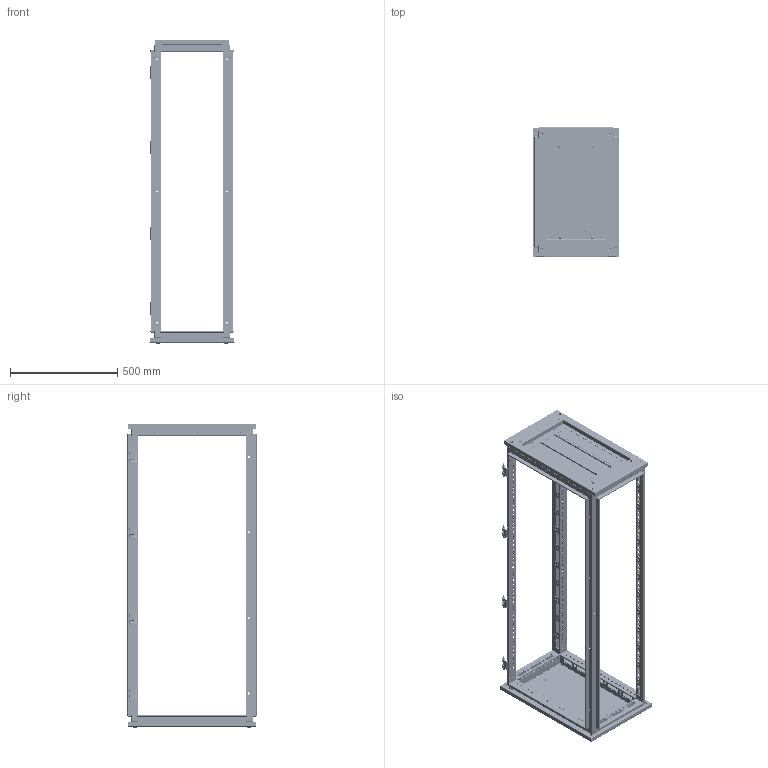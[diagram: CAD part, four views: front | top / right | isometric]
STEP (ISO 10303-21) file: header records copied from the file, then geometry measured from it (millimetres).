
FILE_DESCRIPTION (( 'STEP AP203' ), '1' );
FILE_NAME ('R5KTB64+R5KMDR14.step', '2011-02-16T14:49:27', ( 'User' ), ( 'DKC' ), 'SwSTEP 2.0', 'SolidWorks 2010', '' );
FILE_SCHEMA (( 'CONFIG_CONTROL_DESIGN' ));
Products named in the file (22): AC00C254_Default; cerniera DAE_Default; Montante per quadro_1400; end-cap; land; Button head screw with recessed hexahedron M12 x 20 _ISO 7380 - M12 x 20 --- 20S; Sviluppo tetto da_600x400; AC00C469D_Default; AC00C469S_Default; Traversa frontale per quadro largh._600; Traversa laterale per quadro prof_400; sealant for base_600x400; Assem roof_KTB64; Acc00c561_Default; Flange nut M6_ISO 7044-M6-S; Capscrew with recessed hexahedron M6 x 10_ISO 4762 M6 x 10 --- 10S; Traversa inferiore tenuta fondo_400; Fondo per quadro da_600x95; Lamiera laterale per fondo da_400; Lamiera trasversale per fondo da_600; Assem base_KTB64; R5KTB64+R5KMDR14
Assembly tree (64 placements, depth 3):
  R5KTB64+R5KMDR14
    cerniera DAE_Default  x4
    Assem roof_KTB64
      end-cap  x2
      AC00C469D_Default  x2
      Button head screw with recessed hexahedron M12 x 20 _ISO 7380 - M12 x 20 --- 20S  x4
      Sviluppo tetto da_600x400
      land  x2
      Traversa frontale per quadro largh._600  x2
      Traversa laterale per quadro prof_400  x2
      sealant for base_600x400
      AC00C469S_Default  x2
    Montante per quadro_1400  x4
    AC00C254_Default  x4
    Assem base_KTB64
      Lamiera laterale per fondo da_400  x2
      Traversa frontale per quadro largh._600  x2
      AC00C469S_Default  x2
      Capscrew with recessed hexahedron M6 x 10_ISO 4762 M6 x 10 --- 10S  x4
      Traversa inferiore tenuta fondo_400  x2
      Acc00c561_Default  x6
      Traversa laterale per quadro prof_400  x2
      Flange nut M6_ISO 7044-M6-S  x4
      Fondo per quadro da_600x95  x3
      AC00C469D_Default  x2
      sealant for base_600x400
      Lamiera trasversale per fondo da_600  x2
Bounding box: 399 x 600.5 x 1414.1 mm (x, y, z)
Volume: 4035035.6 mm3; surface area: 4742683.4 mm2
Topology: 64 solids, 64 shells, 11384 faces, 30840 edges, 19692 vertices
Faces by surface type: plane 5936, cylinder 3362, cone 1088, bspline 702, torus 200, sphere 96
Entity records: 117212 total; most frequent: CARTESIAN_POINT 32805, ORIENTED_EDGE 17530, DIRECTION 15873, EDGE_CURVE 8765, VERTEX_POINT 5606, VECTOR 5359, LINE 5359, AXIS2_PLACEMENT_3D 5257
